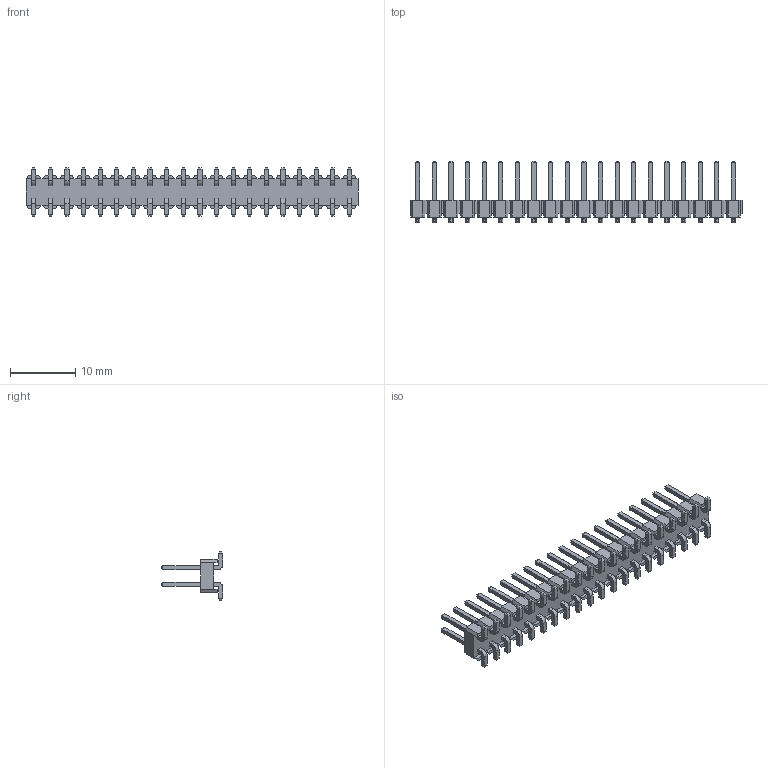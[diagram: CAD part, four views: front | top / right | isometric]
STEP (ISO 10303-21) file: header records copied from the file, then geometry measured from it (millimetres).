
FILE_DESCRIPTION (( 'STEP AP203' ), '1' );
FILE_NAME ('CH8140xM100-00-NH.STEP', '2018-08-09T07:15:44', ( '' ), ( '' ), 'SwSTEP 2.0', 'SolidWorks 2017', '' );
FILE_SCHEMA (( 'CONFIG_CONTROL_DESIGN' ));
Length unit declared in the file: millimetre
Products named in the file (3): CH84-M00; CH8140xM100-00-NH; CH81 BASE xx_40
Assembly tree (41 placements, depth 2):
  CH8140xM100-00-NH
    CH81 BASE xx_40
    CH84-M00  x40
Bounding box: 50.74 x 9.4 x 7.4 mm (x, y, z)
Volume: 657.2 mm3; surface area: 2191.6 mm2
Topology: 41 solids, 41 shells, 1126 faces, 2732 edges, 1688 vertices
Faces by surface type: plane 1046, cylinder 80
Entity records: 14829 total; most frequent: CARTESIAN_POINT 2392, ORIENTED_EDGE 2344, DIRECTION 2112, EDGE_CURVE 1172, VECTOR 1168, LINE 1168, VERTEX_POINT 752, EDGE_LOOP 504
